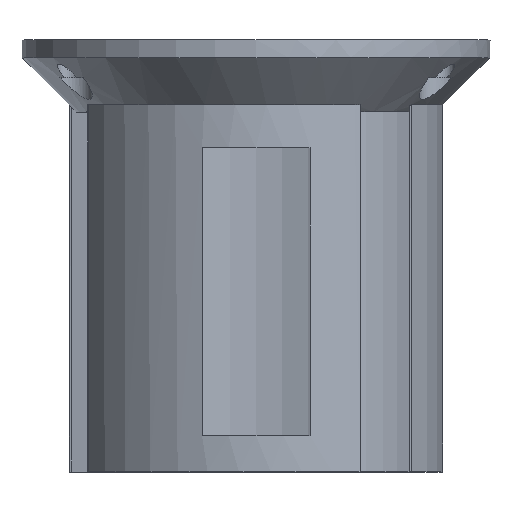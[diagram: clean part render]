
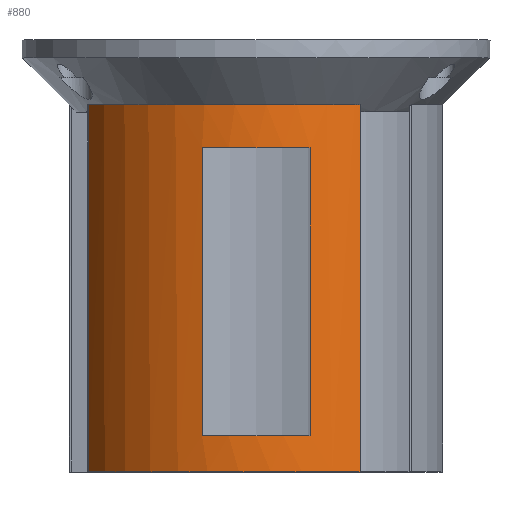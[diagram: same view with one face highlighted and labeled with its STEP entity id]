
A CAD part, top view. The second image highlights one B-rep face of the part: STEP entity #880.
In plain terms, the highlighted cylindrical face has radius 26 mm (diameter 52 mm), a partial arc.
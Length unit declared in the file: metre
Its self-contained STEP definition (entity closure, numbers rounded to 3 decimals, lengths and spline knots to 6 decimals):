
#14=CYLINDRICAL_SURFACE('',#968,0.026);
#45=LINE('',#1545,#99);
#46=LINE('',#1550,#100);
#47=LINE('',#1553,#101);
#48=LINE('',#1555,#102);
#99=VECTOR('',#1122,1.);
#100=VECTOR('',#1125,1.);
#101=VECTOR('',#1128,1.);
#102=VECTOR('',#1129,1.);
#170=CIRCLE('',#941,0.026);
#192=CIRCLE('',#969,0.026);
#193=CIRCLE('',#970,0.026);
#194=CIRCLE('',#971,0.026);
#286=ORIENTED_EDGE('',*,*,#546,.F.);
#287=ORIENTED_EDGE('',*,*,#547,.F.);
#288=ORIENTED_EDGE('',*,*,#548,.T.);
#289=ORIENTED_EDGE('',*,*,#549,.T.);
#290=ORIENTED_EDGE('',*,*,#550,.T.);
#291=ORIENTED_EDGE('',*,*,#498,.T.);
#292=ORIENTED_EDGE('',*,*,#551,.T.);
#293=ORIENTED_EDGE('',*,*,#552,.F.);
#498=EDGE_CURVE('',#631,#630,#170,.F.);
#546=EDGE_CURVE('',#674,#675,#45,.T.);
#547=EDGE_CURVE('',#676,#674,#192,.T.);
#548=EDGE_CURVE('',#676,#677,#46,.T.);
#549=EDGE_CURVE('',#677,#675,#193,.T.);
#550=EDGE_CURVE('',#678,#631,#47,.T.);
#551=EDGE_CURVE('',#630,#679,#48,.F.);
#552=EDGE_CURVE('',#678,#679,#194,.T.);
#630=VERTEX_POINT('',#1360);
#631=VERTEX_POINT('',#1362);
#674=VERTEX_POINT('',#1546);
#675=VERTEX_POINT('',#1547);
#676=VERTEX_POINT('',#1549);
#677=VERTEX_POINT('',#1551);
#678=VERTEX_POINT('',#1554);
#679=VERTEX_POINT('',#1556);
#744=EDGE_LOOP('',(#286,#287,#288,#289));
#745=EDGE_LOOP('',(#290,#291,#292,#293));
#814=FACE_BOUND('',#744,.T.);
#815=FACE_BOUND('',#745,.T.);
#880=ADVANCED_FACE('',(#814,#815),#14,.T.);
#941=AXIS2_PLACEMENT_3D('',#1361,#1054,#1055);
#968=AXIS2_PLACEMENT_3D('',#1544,#1120,#1121);
#969=AXIS2_PLACEMENT_3D('',#1548,#1123,#1124);
#970=AXIS2_PLACEMENT_3D('',#1552,#1126,#1127);
#971=AXIS2_PLACEMENT_3D('',#1557,#1130,#1131);
#1054=DIRECTION('',(0.,1.,0.));
#1055=DIRECTION('',(0.,0.,1.));
#1120=DIRECTION('',(0.,1.,0.));
#1121=DIRECTION('',(0.,0.,1.));
#1122=DIRECTION('',(0.,1.,0.));
#1123=DIRECTION('',(0.,1.,0.));
#1124=DIRECTION('',(0.,0.,1.));
#1125=DIRECTION('',(0.,1.,0.));
#1126=DIRECTION('',(0.,1.,0.));
#1127=DIRECTION('',(0.,0.,1.));
#1128=DIRECTION('',(0.,1.,0.));
#1129=DIRECTION('',(0.,1.,0.));
#1130=DIRECTION('',(0.,-1.,0.));
#1131=DIRECTION('',(0.,0.,-1.));
#1360=CARTESIAN_POINT('',(-0.023319,0.026,0.011499));
#1361=CARTESIAN_POINT('',(0.,0.026,0.));
#1362=CARTESIAN_POINT('',(0.014446,0.026,0.021618));
#1544=CARTESIAN_POINT('',(0.,-0.025,0.));
#1545=CARTESIAN_POINT('',(0.0075,-0.025,0.024895));
#1546=CARTESIAN_POINT('',(0.0075,-0.02,0.024895));
#1547=CARTESIAN_POINT('',(0.0075,0.02,0.024895));
#1548=CARTESIAN_POINT('',(0.,-0.02,0.));
#1549=CARTESIAN_POINT('',(-0.0075,-0.02,0.024895));
#1550=CARTESIAN_POINT('',(-0.0075,-0.025,0.024895));
#1551=CARTESIAN_POINT('',(-0.0075,0.02,0.024895));
#1552=CARTESIAN_POINT('',(0.,0.02,0.));
#1553=CARTESIAN_POINT('',(0.014446,-0.025,0.021618));
#1554=CARTESIAN_POINT('',(0.014446,-0.025,0.021618));
#1555=CARTESIAN_POINT('',(-0.023319,-0.025,0.011499));
#1556=CARTESIAN_POINT('',(-0.023319,-0.025,0.011499));
#1557=CARTESIAN_POINT('',(0.,-0.025,0.));
